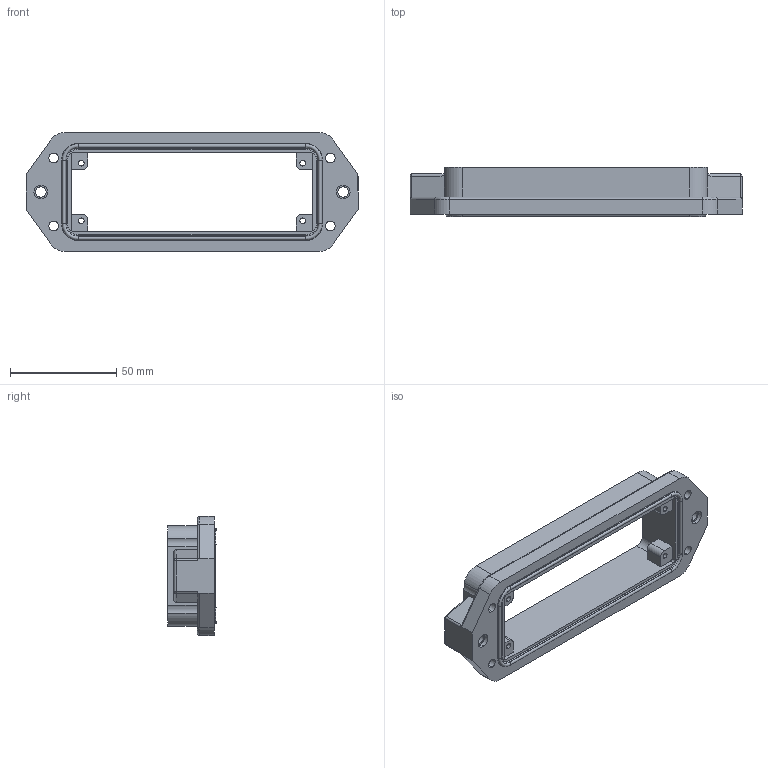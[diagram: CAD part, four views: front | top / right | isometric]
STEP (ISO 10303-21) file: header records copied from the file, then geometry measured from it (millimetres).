
FILE_DESCRIPTION (( 'STEP AP203' ), '1' );
FILE_NAME ('HP24B-BK_S-2H.STP', '2017-08-24T13:11:47', ( '微软用户' ), ( '微软中国' ), 'SwSTEP 2.0', 'SolidWorks 2012', '' );
FILE_SCHEMA (( 'CONFIG_CONTROL_DESIGN' ));
Length unit declared in the file: millimetre
Products named in the file (1): HP24B-BK_S-2H
Bounding box: 156 x 23 x 56 mm (x, y, z)
Volume: 61538.7 mm3; surface area: 24662.2 mm2
Topology: 1 solids, 1 shells, 200 faces, 504 edges, 316 vertices
Faces by surface type: cylinder 104, plane 64, torus 20, bspline 8, cone 4
Entity records: 6293 total; most frequent: CARTESIAN_POINT 1245, DIRECTION 1106, ORIENTED_EDGE 1008, EDGE_CURVE 504, AXIS2_PLACEMENT_3D 425, VERTEX_POINT 316, VECTOR 256, LINE 256
